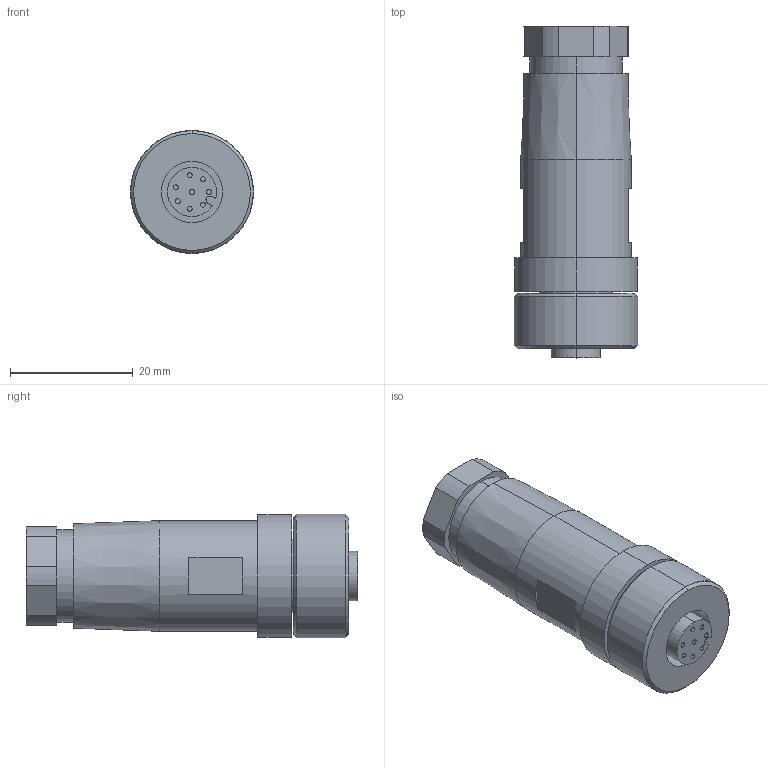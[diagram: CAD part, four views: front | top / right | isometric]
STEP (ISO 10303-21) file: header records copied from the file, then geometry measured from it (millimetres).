
FILE_DESCRIPTION (( 'STEP AP214' ), '1' );
FILE_NAME ('7000-17321-0000000.STEP', '2018-05-08T20:31:10', ( '' ), ( '' ), 'SwSTEP 2.0', 'SolidWorks 2017', '' );
FILE_SCHEMA (( 'AUTOMOTIVE_DESIGN' ));
Length unit declared in the file: inch
Products named in the file (1): 7000-17321-0000000
Bounding box: 20.05 x 54 x 20.05 mm (x, y, z)
Volume: 8598.5 mm3; surface area: 6362.3 mm2
Topology: 1 solids, 1 shells, 86 faces, 185 edges, 122 vertices
Faces by surface type: cylinder 43, plane 35, cone 8
Entity records: 2419 total; most frequent: DIRECTION 461, CARTESIAN_POINT 394, ORIENTED_EDGE 370, AXIS2_PLACEMENT_3D 189, EDGE_CURVE 185, VERTEX_POINT 122, EDGE_LOOP 107, CIRCLE 102
